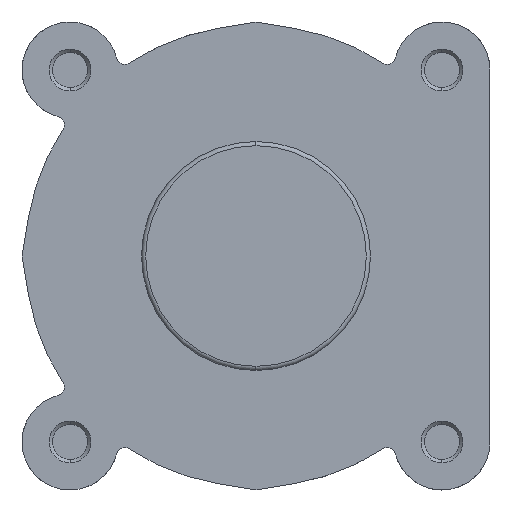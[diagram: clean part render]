
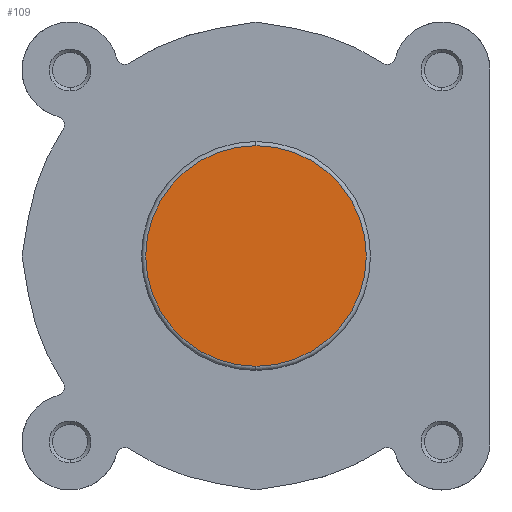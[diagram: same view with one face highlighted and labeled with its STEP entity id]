
A CAD part, left-side view. The second image highlights one B-rep face of the part: STEP entity #109.
In plain terms, the highlighted planar face has unit normal (-1, 0, 0).
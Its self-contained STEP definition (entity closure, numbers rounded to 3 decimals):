
#109 = ADVANCED_FACE ( 'NONE', ( #1413 ), #2601, .F. ) ;
#510 = ORIENTED_EDGE ( 'NONE', *, *, #3196, .T. ) ;
#637 = ORIENTED_EDGE ( 'NONE', *, *, #3096, .T. ) ;
#709 = EDGE_LOOP ( 'NONE', ( #510, #637 ) ) ;
#1413 = FACE_OUTER_BOUND ( 'NONE', #709, .T. ) ;
#2222 = VERTEX_POINT ( 'NONE', #4686 ) ;
#2254 = VERTEX_POINT ( 'NONE', #4718 ) ;
#2601 = PLANE ( 'NONE',  #3583 ) ;
#2610 = CARTESIAN_POINT ( 'NONE',  ( 0., 27.4, 0. ) ) ;
#2619 = DIRECTION ( 'NONE',  ( 1., 0., 0. ) ) ;
#2620 = DIRECTION ( 'NONE',  ( 0., 0., -1. ) ) ;
#3096 = EDGE_CURVE ( 'NONE', #2222, #2254, #5527, .T. ) ;
#3196 = EDGE_CURVE ( 'NONE', #2254, #2222, #5662, .T. ) ;
#3583 = AXIS2_PLACEMENT_3D ( 'NONE', #2610, #2619, #2620 ) ;
#3826 = AXIS2_PLACEMENT_3D ( 'NONE', #4986, #4987, #4988 ) ;
#3888 = AXIS2_PLACEMENT_3D ( 'NONE', #5241, #5248, #5249 ) ;
#4686 = CARTESIAN_POINT ( 'NONE',  ( 0., 0., 26.4 ) ) ;
#4718 = CARTESIAN_POINT ( 'NONE',  ( 0., 0., -26.4 ) ) ;
#4986 = CARTESIAN_POINT ( 'NONE',  ( 0., 0., 0. ) ) ;
#4987 = DIRECTION ( 'NONE',  ( -1., 0., 0. ) ) ;
#4988 = DIRECTION ( 'NONE',  ( 0., 0., -1. ) ) ;
#5241 = CARTESIAN_POINT ( 'NONE',  ( 0., 0., 0. ) ) ;
#5248 = DIRECTION ( 'NONE',  ( -1., 0., 0. ) ) ;
#5249 = DIRECTION ( 'NONE',  ( 0., 0., -1. ) ) ;
#5527 = CIRCLE ( 'NONE', #3826, 26.4 ) ;
#5662 = CIRCLE ( 'NONE', #3888, 26.4 ) ;
